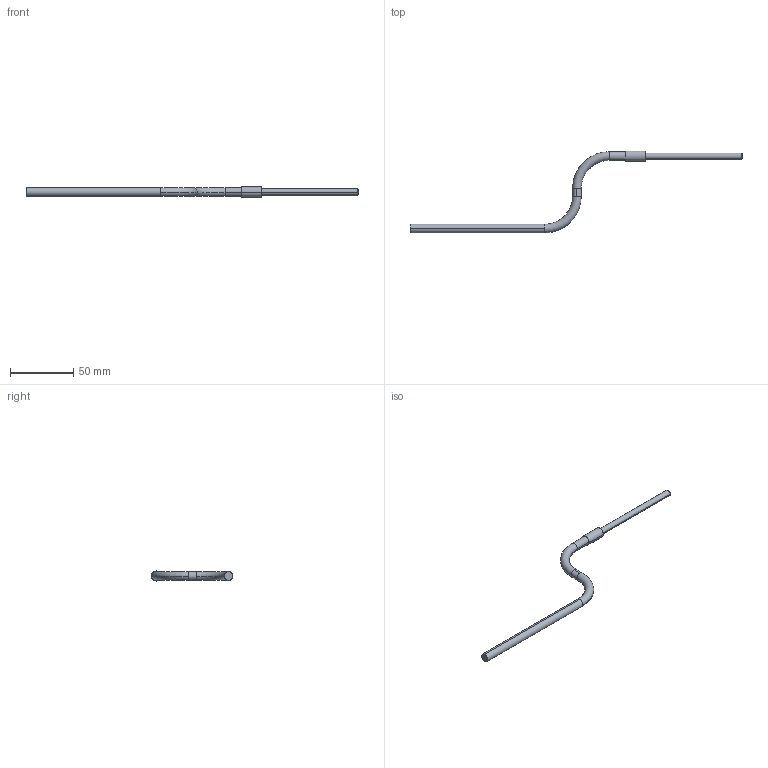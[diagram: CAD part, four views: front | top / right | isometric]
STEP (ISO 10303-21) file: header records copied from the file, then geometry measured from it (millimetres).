
FILE_DESCRIPTION (( 'STEP AP203' ), '1' );
FILE_NAME ('D171.STEP', '2018-02-20T19:14:57', ( '' ), ( '' ), 'SwSTEP 2.0', 'SolidWorks 2018', '' );
FILE_SCHEMA (( 'CONFIG_CONTROL_DESIGN' ));
Length unit declared in the file: inch
Products named in the file (1): D171
Bounding box: 261.77 x 64.54 x 7.92 mm (x, y, z)
Volume: 9707.1 mm3; surface area: 6048.5 mm2
Topology: 1 solids, 1 shells, 21 faces, 46 edges, 30 vertices
Faces by surface type: cylinder 12, plane 5, torus 4
Entity records: 677 total; most frequent: DIRECTION 124, CARTESIAN_POINT 98, ORIENTED_EDGE 92, AXIS2_PLACEMENT_3D 56, EDGE_CURVE 46, CIRCLE 34, VERTEX_POINT 30, EDGE_LOOP 24
